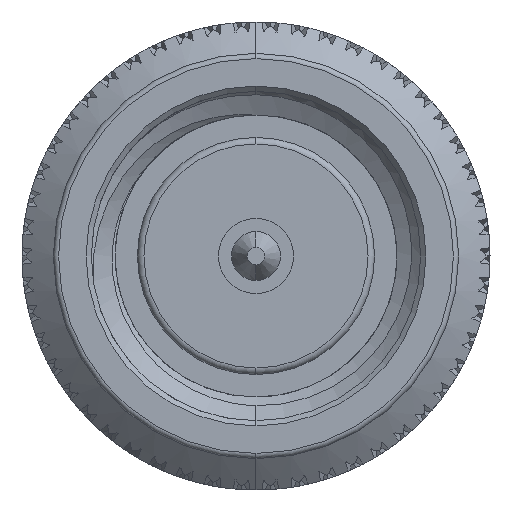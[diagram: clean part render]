
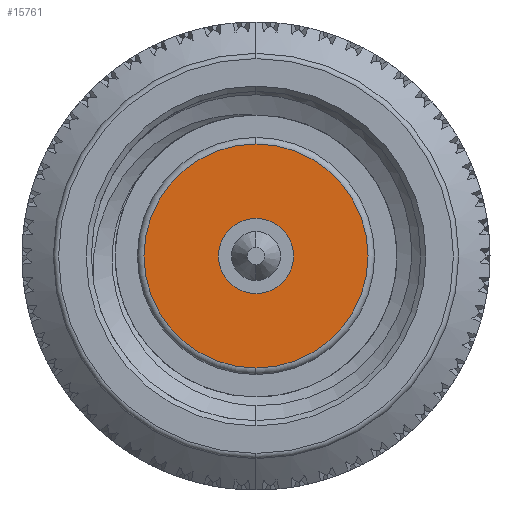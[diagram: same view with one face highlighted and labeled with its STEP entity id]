
A CAD part, left-side view. The second image highlights one B-rep face of the part: STEP entity #15761.
In plain terms, the highlighted planar face has unit normal (-1, 0, 0).
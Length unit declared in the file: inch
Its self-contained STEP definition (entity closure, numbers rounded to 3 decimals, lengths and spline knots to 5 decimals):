
#446 = VERTEX_POINT ( 'NONE', #40817 ) ;
#3316 = ORIENTED_EDGE ( 'NONE', *, *, #40680, .T. ) ;
#3598 = CARTESIAN_POINT ( 'NONE',  ( 0.11, 0., -0.085 ) ) ;
#9523 = AXIS2_PLACEMENT_3D ( 'NONE', #80402, #42483, #36368 ) ;
#9602 = VERTEX_POINT ( 'NONE', #49597 ) ;
#10206 = DIRECTION ( 'NONE',  ( -1., 0., 0. ) ) ;
#14436 = CIRCLE ( 'NONE', #27827, 0.085 ) ;
#15761 = ADVANCED_FACE ( 'NONE', ( #63845, #51848 ), #29130, .F. ) ;
#20228 = ORIENTED_EDGE ( 'NONE', *, *, #79389, .F. ) ;
#20579 = CARTESIAN_POINT ( 'NONE',  ( 0.11, 0., 0. ) ) ;
#26324 = VERTEX_POINT ( 'NONE', #71436 ) ;
#27827 = AXIS2_PLACEMENT_3D ( 'NONE', #58669, #51989, #58115 ) ;
#29130 = PLANE ( 'NONE',  #9523 ) ;
#31936 = AXIS2_PLACEMENT_3D ( 'NONE', #78402, #72284, #34156 ) ;
#34156 = DIRECTION ( 'NONE',  ( 0., 0., -1. ) ) ;
#34814 = CARTESIAN_POINT ( 'NONE',  ( 0.11, 0., 0. ) ) ;
#36368 = DIRECTION ( 'NONE',  ( 0., 0., -1. ) ) ;
#38755 = ORIENTED_EDGE ( 'NONE', *, *, #66040, .T. ) ;
#40594 = EDGE_CURVE ( 'NONE', #446, #9602, #62036, .T. ) ;
#40680 = EDGE_CURVE ( 'NONE', #46325, #26324, #51073, .T. ) ;
#40817 = CARTESIAN_POINT ( 'NONE',  ( 0.11, 0., 0.0285 ) ) ;
#42483 = DIRECTION ( 'NONE',  ( 1., 0., 0. ) ) ;
#46325 = VERTEX_POINT ( 'NONE', #3598 ) ;
#47261 = ORIENTED_EDGE ( 'NONE', *, *, #40594, .F. ) ;
#49597 = CARTESIAN_POINT ( 'NONE',  ( 0.11, 0., -0.0285 ) ) ;
#51073 = CIRCLE ( 'NONE', #55077, 0.085 ) ;
#51848 = FACE_OUTER_BOUND ( 'NONE', #58284, .T. ) ;
#51989 = DIRECTION ( 'NONE',  ( -1., 0., 0. ) ) ;
#54549 = DIRECTION ( 'NONE',  ( 0., 0., -1. ) ) ;
#55077 = AXIS2_PLACEMENT_3D ( 'NONE', #34814, #10206, #54549 ) ;
#58115 = DIRECTION ( 'NONE',  ( 0., 0., -1. ) ) ;
#58284 = EDGE_LOOP ( 'NONE', ( #3316, #38755 ) ) ;
#58669 = CARTESIAN_POINT ( 'NONE',  ( 0.11, 0., 0. ) ) ;
#59048 = DIRECTION ( 'NONE',  ( 0., 0., -1. ) ) ;
#59621 = CIRCLE ( 'NONE', #31936, 0.0285 ) ;
#62036 = CIRCLE ( 'NONE', #68378, 0.0285 ) ;
#63845 = FACE_BOUND ( 'NONE', #67418, .T. ) ;
#66040 = EDGE_CURVE ( 'NONE', #26324, #46325, #14436, .T. ) ;
#66298 = DIRECTION ( 'NONE',  ( -1., 0., 0. ) ) ;
#67418 = EDGE_LOOP ( 'NONE', ( #20228, #47261 ) ) ;
#68378 = AXIS2_PLACEMENT_3D ( 'NONE', #20579, #66298, #59048 ) ;
#71436 = CARTESIAN_POINT ( 'NONE',  ( 0.11, 0., 0.085 ) ) ;
#72284 = DIRECTION ( 'NONE',  ( -1., 0., 0. ) ) ;
#78402 = CARTESIAN_POINT ( 'NONE',  ( 0.11, 0., 0. ) ) ;
#79389 = EDGE_CURVE ( 'NONE', #9602, #446, #59621, .T. ) ;
#80402 = CARTESIAN_POINT ( 'NONE',  ( 0.11, 0.125, 0. ) ) ;
